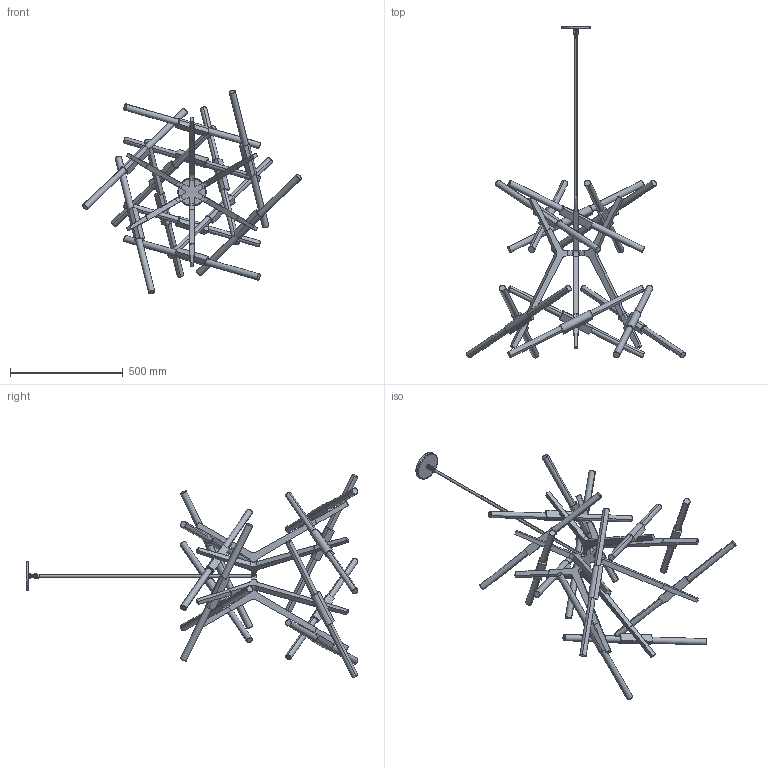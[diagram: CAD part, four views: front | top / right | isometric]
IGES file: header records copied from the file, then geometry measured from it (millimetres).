
Start section: SolidWorks IGES file using analytic representation for surfaces
Global section: file name: AGNA0224 -  Astral Agnes 02-24 Lights.IGS; native system: SolidWorks 2015; preprocessor: SolidWorks 2015; author: Design; date: 190201.123706; units: inch
Bounding box: 969.06 x 1470.78 x 901.76 mm (x, y, z)
Surface area: 1320679.6 mm2 (no closed solid volume)
Topology: 0 solids, 0 shells, 551 faces, 9798 edges, 9794 vertices
Faces by surface type: bspline 318, revolution 233
